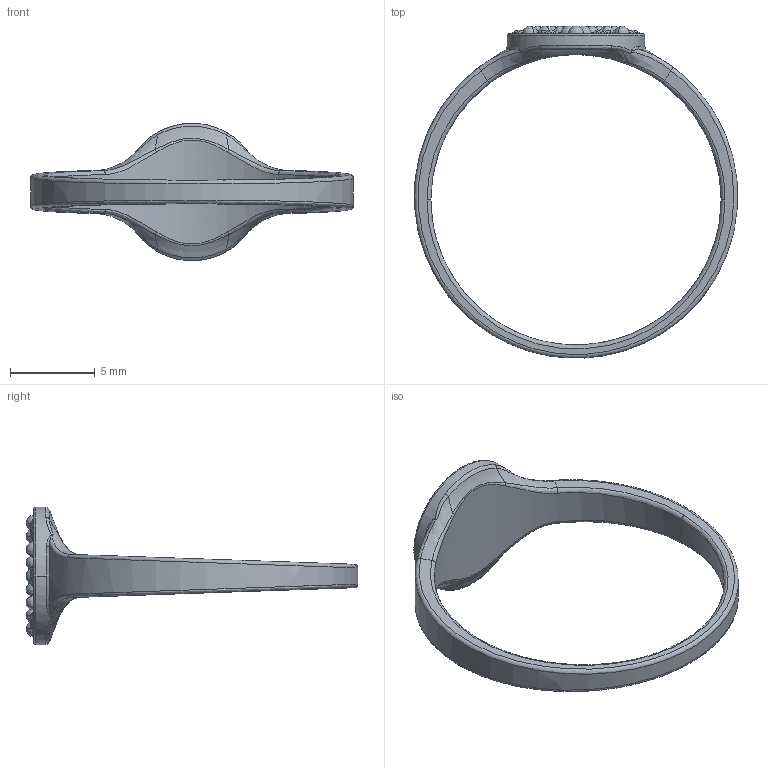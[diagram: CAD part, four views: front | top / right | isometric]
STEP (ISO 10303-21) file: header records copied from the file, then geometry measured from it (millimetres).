
FILE_DESCRIPTION(('FreeCAD Model'),'2;1');
FILE_NAME('Open CASCADE Shape Model','2025-04-27T18:26:40',('FreeCAD'),( 'FreeCAD'),'Open CASCADE STEP processor 7.6','FreeCAD','Unknown');
FILE_SCHEMA(('AUTOMOTIVE_DESIGN { 1 0 10303 214 1 1 1 1 }'));
Length unit declared in the file: millimetre
Products named in the file (1): Open CASCADE STEP translator 7.6 1
Bounding box: 19.11 x 19.64 x 8.13 mm (x, y, z)
Volume: 174.2 mm3; surface area: 528.3 mm2
Topology: 38 solids, 38 shells, 749 faces, 1545 edges, 684 vertices
Faces by surface type: bspline 749
Entity records: 27849 total; most frequent: CARTESIAN_POINT 19241, ORIENTED_EDGE 2702, EDGE_CURVE 1351, B_SPLINE_CURVE_WITH_KNOTS 978, FACE_BOUND 757, EDGE_LOOP 757, ADVANCED_FACE 749, VERTEX_POINT 684
